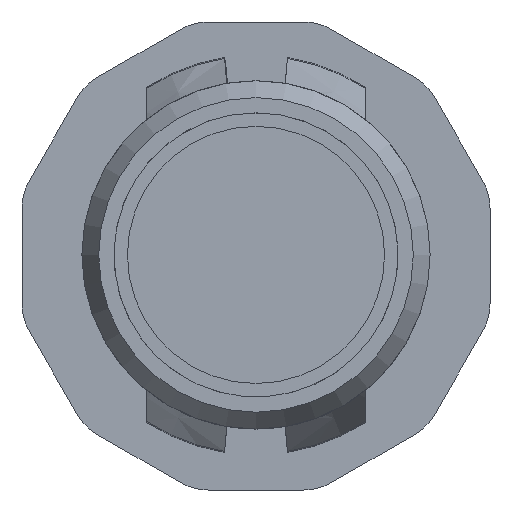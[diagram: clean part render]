
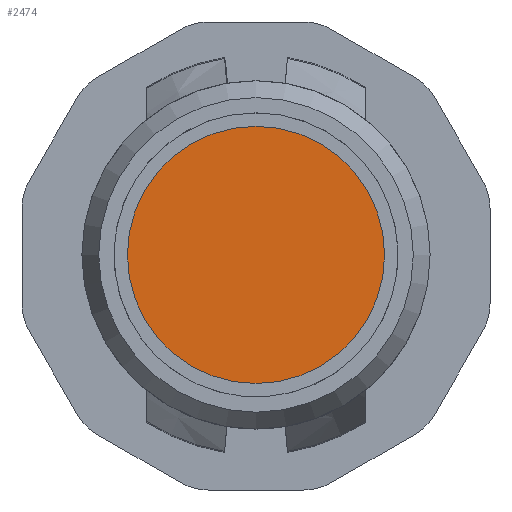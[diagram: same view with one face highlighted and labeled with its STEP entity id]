
A CAD part, front view. The second image highlights one B-rep face of the part: STEP entity #2474.
In plain terms, the highlighted planar face has unit normal (0, -1, 0).
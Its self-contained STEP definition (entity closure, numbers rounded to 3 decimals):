
#1795=PLANE('',#8149);
#2037=FACE_OUTER_BOUND('',#3096,.T.);
#2474=ADVANCED_FACE('',(#2037),#1795,.T.);
#3096=EDGE_LOOP('',(#3596));
#3596=ORIENTED_EDGE('',*,*,#6729,.T.);
#5960=VERTEX_POINT('',#10907);
#6729=EDGE_CURVE('',#5960,#5960,#7912,.T.);
#7912=CIRCLE('',#8146,11.815);
#8146=AXIS2_PLACEMENT_3D('',#10906,#8839,#8840);
#8149=AXIS2_PLACEMENT_3D('',#10911,#8845,#8846);
#8839=DIRECTION('',(0.,-1.,0.));
#8840=DIRECTION('',(0.,0.,-1.));
#8845=DIRECTION('',(0.,-1.,0.));
#8846=DIRECTION('',(1.,0.,0.));
#10906=CARTESIAN_POINT('',(0.,-5.,0.));
#10907=CARTESIAN_POINT('',(0.,-5.,-11.815));
#10911=CARTESIAN_POINT('',(0.,-5.,-4.8));
